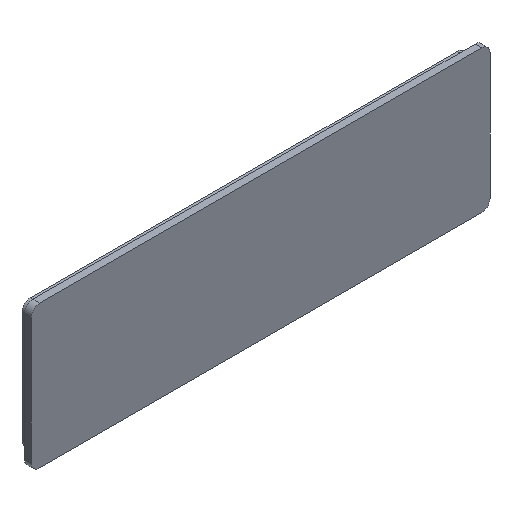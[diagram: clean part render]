
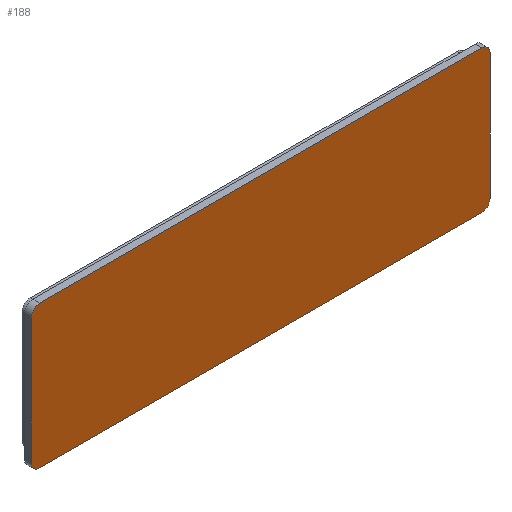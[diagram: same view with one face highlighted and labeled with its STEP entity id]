
A CAD part, isometric view. The second image highlights one B-rep face of the part: STEP entity #188.
In plain terms, the highlighted planar face has unit normal (0, -1, 0).
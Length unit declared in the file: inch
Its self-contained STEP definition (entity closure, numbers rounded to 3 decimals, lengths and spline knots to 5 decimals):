
#3 = ORIENTED_EDGE ( 'NONE', *, *, #480, .T. ) ;
#4 = ORIENTED_EDGE ( 'NONE', *, *, #647, .F. ) ;
#14 = EDGE_CURVE ( 'NONE', #213, #242, #418, .T. ) ;
#15 = PLANE ( 'NONE',  #661 ) ;
#17 = ORIENTED_EDGE ( 'NONE', *, *, #14, .T. ) ;
#23 = AXIS2_PLACEMENT_3D ( 'NONE', #200, #194, #155 ) ;
#25 = CARTESIAN_POINT ( 'NONE',  ( 0., 0., 0. ) ) ;
#28 = DIRECTION ( 'NONE',  ( 0., -1., 0. ) ) ;
#41 = EDGE_CURVE ( 'NONE', #284, #242, #367, .T. ) ;
#69 = CIRCLE ( 'NONE', #23, 0.05 ) ;
#77 = VERTEX_POINT ( 'NONE', #327 ) ;
#90 = EDGE_CURVE ( 'NONE', #290, #611, #457, .T. ) ;
#91 = CARTESIAN_POINT ( 'NONE',  ( 0.05, 0., -0.857 ) ) ;
#111 = ORIENTED_EDGE ( 'NONE', *, *, #41, .F. ) ;
#155 = DIRECTION ( 'NONE',  ( 0., 0., -1. ) ) ;
#167 = AXIS2_PLACEMENT_3D ( 'NONE', #383, #374, #371 ) ;
#179 = VECTOR ( 'NONE', #556, 39.37008 ) ;
#188 = ADVANCED_FACE ( 'NONE', ( #601 ), #15, .T. ) ;
#194 = DIRECTION ( 'NONE',  ( 0., -1., 0. ) ) ;
#195 = CIRCLE ( 'NONE', #167, 0.05 ) ;
#200 = CARTESIAN_POINT ( 'NONE',  ( 0.05, 0., -0.05 ) ) ;
#213 = VERTEX_POINT ( 'NONE', #250 ) ;
#219 = LINE ( 'NONE', #603, #179 ) ;
#242 = VERTEX_POINT ( 'NONE', #650 ) ;
#244 = ORIENTED_EDGE ( 'NONE', *, *, #538, .T. ) ;
#250 = CARTESIAN_POINT ( 'NONE',  ( 2.7554, 0., -0.05 ) ) ;
#256 = AXIS2_PLACEMENT_3D ( 'NONE', #619, #636, #595 ) ;
#268 = VERTEX_POINT ( 'NONE', #600 ) ;
#269 = VERTEX_POINT ( 'NONE', #582 ) ;
#284 = VERTEX_POINT ( 'NONE', #540 ) ;
#290 = VERTEX_POINT ( 'NONE', #530 ) ;
#312 = VECTOR ( 'NONE', #546, 39.37008 ) ;
#327 = CARTESIAN_POINT ( 'NONE',  ( 2.7054, 0., -0.857 ) ) ;
#367 = LINE ( 'NONE', #591, #638 ) ;
#371 = DIRECTION ( 'NONE',  ( 0., 0., -1. ) ) ;
#374 = DIRECTION ( 'NONE',  ( 0., -1., 0. ) ) ;
#383 = CARTESIAN_POINT ( 'NONE',  ( 2.7054, 0., -0.807 ) ) ;
#407 = CARTESIAN_POINT ( 'NONE',  ( 0.05, 0., -0.807 ) ) ;
#408 = DIRECTION ( 'NONE',  ( 0., -1., 0. ) ) ;
#412 = DIRECTION ( 'NONE',  ( 0., 0., -1. ) ) ;
#418 = CIRCLE ( 'NONE', #256, 0.05 ) ;
#421 = ORIENTED_EDGE ( 'NONE', *, *, #479, .F. ) ;
#442 = EDGE_CURVE ( 'NONE', #77, #611, #219, .T. ) ;
#452 = LINE ( 'NONE', #474, #454 ) ;
#454 = VECTOR ( 'NONE', #565, 39.37008 ) ;
#457 = CIRCLE ( 'NONE', #592, 0.05 ) ;
#474 = CARTESIAN_POINT ( 'NONE',  ( 2.7554, 0., 0. ) ) ;
#479 = EDGE_CURVE ( 'NONE', #290, #269, #662, .T. ) ;
#480 = EDGE_CURVE ( 'NONE', #77, #268, #195, .T. ) ;
#530 = CARTESIAN_POINT ( 'NONE',  ( 0., 0., -0.807 ) ) ;
#534 = CARTESIAN_POINT ( 'NONE',  ( 0., 0., 0. ) ) ;
#536 = ORIENTED_EDGE ( 'NONE', *, *, #90, .T. ) ;
#538 = EDGE_CURVE ( 'NONE', #284, #269, #69, .T. ) ;
#540 = CARTESIAN_POINT ( 'NONE',  ( 0.05, 0., 0. ) ) ;
#546 = DIRECTION ( 'NONE',  ( 0., 0., 1. ) ) ;
#556 = DIRECTION ( 'NONE',  ( -1., 0., 0. ) ) ;
#565 = DIRECTION ( 'NONE',  ( 0., 0., -1. ) ) ;
#580 = DIRECTION ( 'NONE',  ( 1., 0., 0. ) ) ;
#582 = CARTESIAN_POINT ( 'NONE',  ( 0., 0., -0.05 ) ) ;
#583 = ORIENTED_EDGE ( 'NONE', *, *, #442, .F. ) ;
#591 = CARTESIAN_POINT ( 'NONE',  ( 0., 0., 0. ) ) ;
#592 = AXIS2_PLACEMENT_3D ( 'NONE', #407, #408, #412 ) ;
#594 = EDGE_LOOP ( 'NONE', ( #421, #536, #583, #3, #4, #17, #111, #244 ) ) ;
#595 = DIRECTION ( 'NONE',  ( 0., 0., -1. ) ) ;
#600 = CARTESIAN_POINT ( 'NONE',  ( 2.7554, 0., -0.807 ) ) ;
#601 = FACE_OUTER_BOUND ( 'NONE', #594, .T. ) ;
#603 = CARTESIAN_POINT ( 'NONE',  ( 0., 0., -0.857 ) ) ;
#611 = VERTEX_POINT ( 'NONE', #91 ) ;
#619 = CARTESIAN_POINT ( 'NONE',  ( 2.7054, 0., -0.05 ) ) ;
#636 = DIRECTION ( 'NONE',  ( 0., -1., 0. ) ) ;
#638 = VECTOR ( 'NONE', #580, 39.37008 ) ;
#647 = EDGE_CURVE ( 'NONE', #213, #268, #452, .T. ) ;
#650 = CARTESIAN_POINT ( 'NONE',  ( 2.7054, 0., 0. ) ) ;
#656 = DIRECTION ( 'NONE',  ( 0., 0., -1. ) ) ;
#661 = AXIS2_PLACEMENT_3D ( 'NONE', #25, #28, #656 ) ;
#662 = LINE ( 'NONE', #534, #312 ) ;
